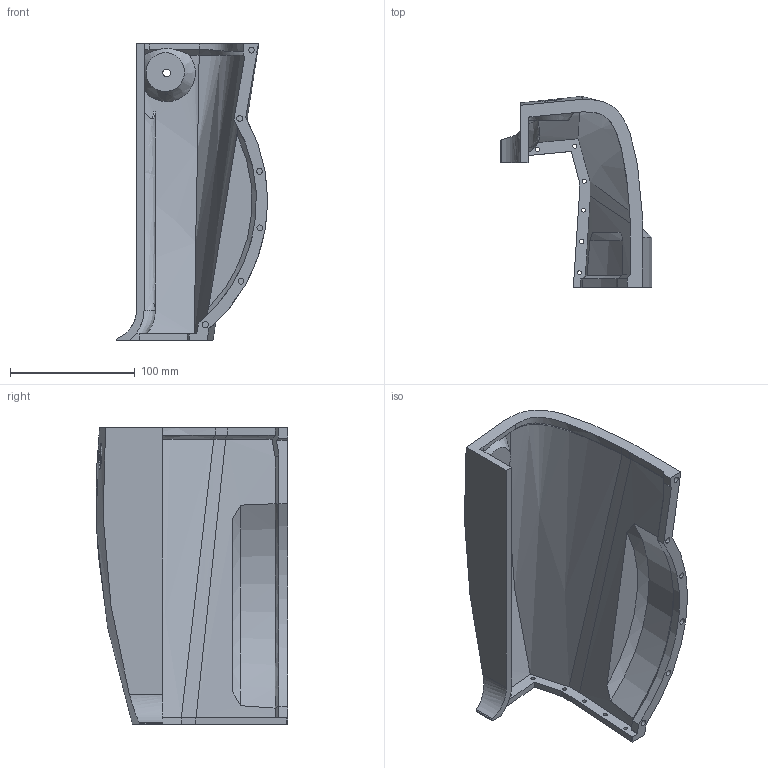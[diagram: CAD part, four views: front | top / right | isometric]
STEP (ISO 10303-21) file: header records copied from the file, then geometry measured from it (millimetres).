
FILE_DESCRIPTION(/* description */ (''),/* implementation_level */ '2;1');
FILE_NAME(/* name */ 'Front_cover.step',/* time_stamp */ '2021-10-20T14:25:23+02:00',/* author */ (''),/* organization */ (''),/* preprocessor_version */ 'ST-DEVELOPER v18.1',/* originating_system */ 'Autodesk Translation Framework v10.10.0.1391',/* authorisation */ '');
FILE_SCHEMA (('AUTOMOTIVE_DESIGN { 1 0 10303 214 3 1 1 }'));
Length unit declared in the file: millimetre
Products named in the file (1): Front_cover
Bounding box: 121.21 x 152.86 x 237.13 mm (x, y, z)
Volume: 388774.7 mm3; surface area: 135288.2 mm2
Topology: 1 solids, 1 shells, 99 faces, 290 edges, 198 vertices
Faces by surface type: bspline 40, plane 34, cylinder 21, cone 3, torus 1
Full cylindrical faces by diameter (mm): 3.3 x6, 4.7 x6, 6.2 x1
Entity records: 5541 total; most frequent: CARTESIAN_POINT 3226, ORIENTED_EDGE 580, DIRECTION 291, EDGE_CURVE 290, VERTEX_POINT 198, B_SPLINE_CURVE_WITH_KNOTS 166, EDGE_LOOP 122, AXIS2_PLACEMENT_3D 107
